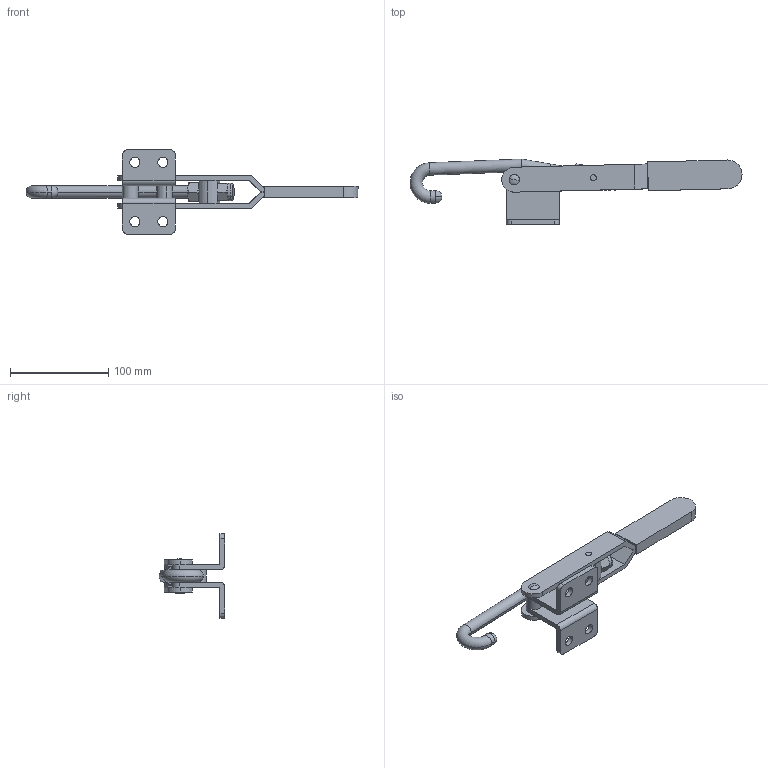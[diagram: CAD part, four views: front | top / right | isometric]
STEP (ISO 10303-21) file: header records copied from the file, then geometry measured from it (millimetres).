
FILE_DESCRIPTION (( 'STEP AP214' ), '1' );
FILE_NAME ('GH-43810(Â²¤Æ).STEP', '2020-07-08T08:58:44', ( 'LinWei' ), ( '' ), 'SwSTEP 2.0', 'SolidWorks 2016', '' );
FILE_SCHEMA (( 'AUTOMOTIVE_DESIGN' ));
Length unit declared in the file: millimetre
Products named in the file (5): Group1^GH-43810(簡化); GH-43810(簡化); 44381047-1^GH-43810(簡化); Group4^GH-43810(簡化); Group2^GH-43810(簡化)
Assembly tree (4 placements, depth 2):
  GH-43810(簡化)
    Group1^GH-43810(簡化)
    Group2^GH-43810(簡化)
    Group4^GH-43810(簡化)
    44381047-1^GH-43810(簡化)
Bounding box: 338.41 x 67 x 85.8 mm (x, y, z)
Volume: 159801.2 mm3; surface area: 63199.3 mm2
Topology: 4 solids, 4 shells, 185 faces, 446 edges, 273 vertices
Faces by surface type: cylinder 70, plane 69, cone 34, torus 6, sphere 4, bspline 2
Entity records: 6579 total; most frequent: CARTESIAN_POINT 1355, DIRECTION 955, ORIENTED_EDGE 880, EDGE_CURVE 440, AXIS2_PLACEMENT_3D 381, VERTEX_POINT 273, EDGE_LOOP 215, VECTOR 193
